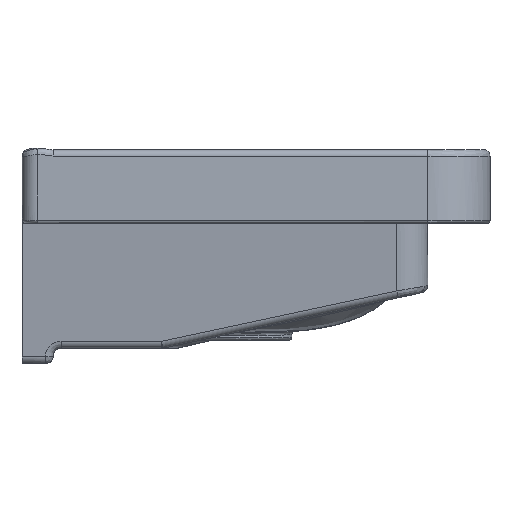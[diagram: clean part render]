
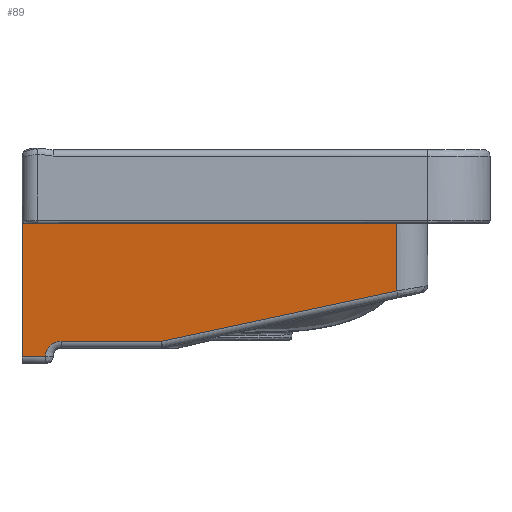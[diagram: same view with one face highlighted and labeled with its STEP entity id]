
A CAD part, left-side view. The second image highlights one B-rep face of the part: STEP entity #89.
In plain terms, the highlighted planar face has unit normal (0.994, 0, 0.11).
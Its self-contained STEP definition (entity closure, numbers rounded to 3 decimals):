
#89=ADVANCED_FACE('',(#427),#5202,.T.);
#427=FACE_OUTER_BOUND('',#770,.T.);
#770=EDGE_LOOP('',(#1425,#1426,#1427,#1428,#1429,#1430,#1431,#1432));
#1425=ORIENTED_EDGE('',*,*,#3072,.T.);
#1426=ORIENTED_EDGE('',*,*,#3077,.T.);
#1427=ORIENTED_EDGE('',*,*,#3076,.T.);
#1428=ORIENTED_EDGE('',*,*,#3384,.T.);
#1429=ORIENTED_EDGE('',*,*,#3561,.T.);
#1430=ORIENTED_EDGE('',*,*,#3075,.T.);
#1431=ORIENTED_EDGE('',*,*,#3074,.T.);
#1432=ORIENTED_EDGE('',*,*,#3073,.T.);
#3072=EDGE_CURVE('',#4853,#4854,#3890,.T.);
#3073=EDGE_CURVE('',#4855,#4853,#3891,.T.);
#3074=EDGE_CURVE('',#4856,#4855,#4392,.T.);
#3075=EDGE_CURVE('',#4857,#4856,#3892,.T.);
#3076=EDGE_CURVE('',#4859,#4858,#3893,.T.);
#3077=EDGE_CURVE('',#4854,#4859,#3894,.T.);
#3384=EDGE_CURVE('',#4858,#4664,#4123,.T.);
#3561=EDGE_CURVE('',#4664,#4857,#4277,.T.);
#3890=B_SPLINE_CURVE_WITH_KNOTS('',1,(#16919,#16920),.UNSPECIFIED.,.F.,
 .F.,(2,2),(-91.109,0.),.UNSPECIFIED.);
#3891=B_SPLINE_CURVE_WITH_KNOTS('',1,(#16921,#16922),.UNSPECIFIED.,.F.,
 .F.,(2,2),(-15.,0.),.UNSPECIFIED.);
#3892=B_SPLINE_CURVE_WITH_KNOTS('',1,(#16927,#16928),.UNSPECIFIED.,.F.,
 .F.,(2,2),(-64.471,0.),.UNSPECIFIED.);
#3893=B_SPLINE_CURVE_WITH_KNOTS('',1,(#16929,#16930),.UNSPECIFIED.,.F.,
 .F.,(2,2),(-5.031,0.),.UNSPECIFIED.);
#3894=B_SPLINE_CURVE_WITH_KNOTS('',1,(#16931,#16932),.UNSPECIFIED.,.F.,
 .F.,(2,2),(-239.988,0.),.UNSPECIFIED.);
#4123=B_SPLINE_CURVE_WITH_KNOTS('',1,(#18953,#18954),.UNSPECIFIED.,.F.,
 .F.,(2,2),(0.,43.596),.UNSPECIFIED.);
#4277=B_SPLINE_CURVE_WITH_KNOTS('',1,(#19973,#19974),.UNSPECIFIED.,.F.,
 .F.,(2,2),(0.,154.209),.UNSPECIFIED.);
#4392=(
BOUNDED_CURVE()
B_SPLINE_CURVE(3,(#16923,#16924,#16925,#16926),.UNSPECIFIED.,.F.,.F.)
B_SPLINE_CURVE_WITH_KNOTS((4,4),(-17.542,0.),.UNSPECIFIED.)
CURVE()
GEOMETRIC_REPRESENTATION_ITEM()
RATIONAL_B_SPLINE_CURVE((1.,0.806,0.806,1.))
REPRESENTATION_ITEM('')
);
#4664=VERTEX_POINT('',#14926);
#4853=VERTEX_POINT('',#15115);
#4854=VERTEX_POINT('',#15116);
#4855=VERTEX_POINT('',#15117);
#4856=VERTEX_POINT('',#15118);
#4857=VERTEX_POINT('',#15119);
#4858=VERTEX_POINT('',#15120);
#4859=VERTEX_POINT('',#15121);
#5202=PLANE('',#5542);
#5542=AXIS2_PLACEMENT_3D('',#7749,#5728,$);
#5728=DIRECTION('',(0.994,0.,0.11));
#7749=CARTESIAN_POINT('',(-222.488,178.47,-2.055));
#14926=CARTESIAN_POINT('',(-228.186,-85.772,49.223));
#15115=CARTESIAN_POINT('',(-223.494,154.448,7.));
#15116=CARTESIAN_POINT('',(-233.556,154.448,97.552));
#15117=CARTESIAN_POINT('',(-223.494,139.448,7.));
#15118=CARTESIAN_POINT('',(-224.599,129.448,16.939));
#15119=CARTESIAN_POINT('',(-224.599,64.977,16.939));
#15120=CARTESIAN_POINT('',(-233.,-85.54,92.552));
#15121=CARTESIAN_POINT('',(-233.556,-85.54,97.552));
#16919=CARTESIAN_POINT('',(-223.494,154.448,7.));
#16920=CARTESIAN_POINT('',(-233.556,154.448,97.552));
#16921=CARTESIAN_POINT('',(-223.494,139.448,7.));
#16922=CARTESIAN_POINT('',(-223.494,154.448,7.));
#16923=CARTESIAN_POINT('',(-224.599,129.448,16.939));
#16924=CARTESIAN_POINT('',(-224.599,135.277,16.939));
#16925=CARTESIAN_POINT('',(-224.142,139.412,12.829));
#16926=CARTESIAN_POINT('',(-223.494,139.448,7.));
#16927=CARTESIAN_POINT('',(-224.599,64.977,16.939));
#16928=CARTESIAN_POINT('',(-224.599,129.448,16.939));
#16929=CARTESIAN_POINT('',(-233.556,-85.54,97.552));
#16930=CARTESIAN_POINT('',(-233.,-85.54,92.552));
#16931=CARTESIAN_POINT('',(-233.556,154.448,97.552));
#16932=CARTESIAN_POINT('',(-233.556,-85.54,97.552));
#18953=CARTESIAN_POINT('',(-233.,-85.54,92.552));
#18954=CARTESIAN_POINT('',(-228.186,-85.772,49.223));
#19973=CARTESIAN_POINT('',(-228.186,-85.772,49.223));
#19974=CARTESIAN_POINT('',(-224.599,64.977,16.939));
